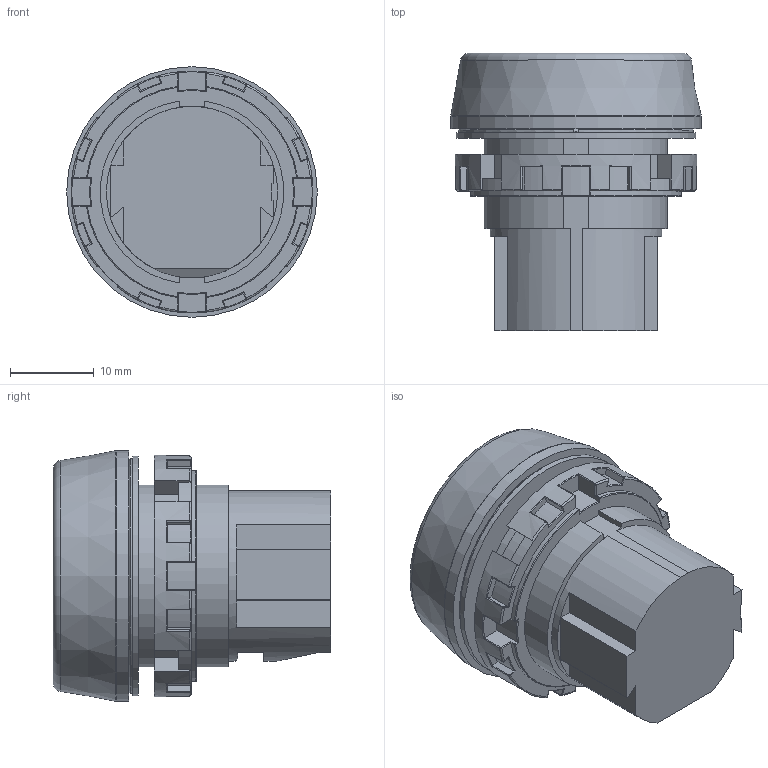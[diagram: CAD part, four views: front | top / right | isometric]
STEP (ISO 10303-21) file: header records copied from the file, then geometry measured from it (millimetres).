
FILE_DESCRIPTION( ( 'Unknown' ), '1' );
FILE_NAME( 'A20P-1BEx-Solid3D-20180706.stp', 'Unknown', ( 'Unknown' ), ( 'Unknown' ), 'XStep 1.0', 'Unknown', ' ' );
FILE_SCHEMA( ( 'automotive_design' ) );
Length unit declared in the file: millimetre
Products named in the file (1): BA20PM0501-A20P散光罩-200810
Bounding box: 29.84 x 33.05 x 29.84 mm (x, y, z)
Volume: 15325.1 mm3; surface area: 4678.1 mm2
Topology: 1 solids, 1 shells, 338 faces, 875 edges, 541 vertices
Faces by surface type: plane 129, cylinder 103, torus 46, bspline 24, extrusion 23, sphere 8, cone 5
Full cylindrical faces by diameter (mm): 28 x1, 28.5 x1, 29.84 x1
Entity records: 14143 total; most frequent: CARTESIAN_POINT 3372, ORIENTED_EDGE 1720, DIRECTION 1643, EDGE_CURVE 860, AXIS2_PLACEMENT_3D 602, VERTEX_POINT 540, VECTOR 439, LINE 416
